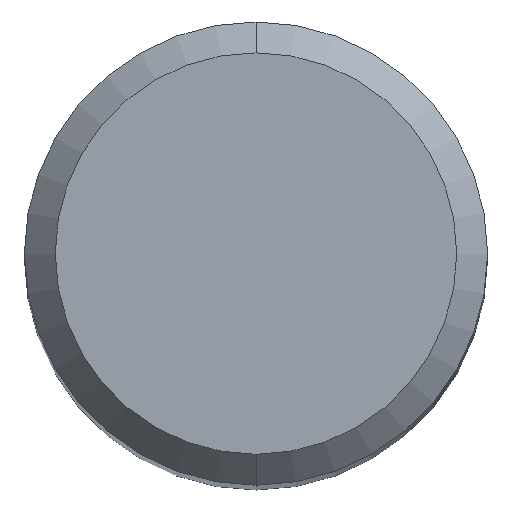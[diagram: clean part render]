
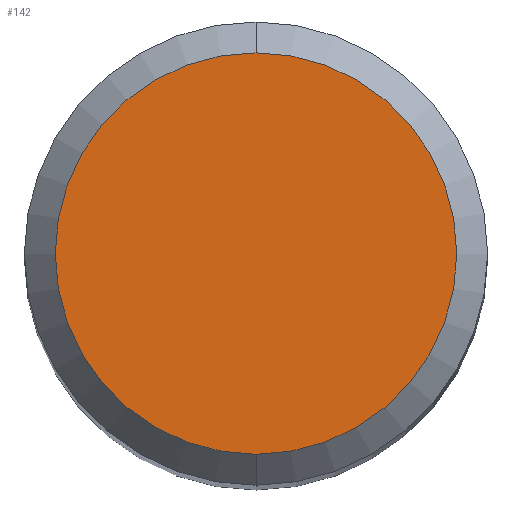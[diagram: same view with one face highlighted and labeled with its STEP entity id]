
A CAD part, top view. The second image highlights one B-rep face of the part: STEP entity #142.
In plain terms, the highlighted planar face has unit normal (0, 0, 1).
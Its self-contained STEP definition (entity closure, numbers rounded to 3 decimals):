
#142=ADVANCED_FACE('',(#312),#313,.T.);
#146=VERTEX_POINT('',#317);
#148=EDGE_CURVE('',#228,#146,#319,.T.);
#218=EDGE_CURVE('',#146,#228,#399,.T.);
#228=VERTEX_POINT('',#411);
#312=FACE_OUTER_BOUND('',#497,.T.);
#313=PLANE('',#498);
#317=CARTESIAN_POINT('',(0.,-2.6,0.0));
#319=CIRCLE('',#506,2.6);
#399=CIRCLE('',#608,2.6);
#411=CARTESIAN_POINT('',(0.0,2.6,0.0));
#497=EDGE_LOOP('',(#706,#707));
#498=AXIS2_PLACEMENT_3D('',#708,#709,#710);
#506=AXIS2_PLACEMENT_3D('',#714,#715,#716);
#608=AXIS2_PLACEMENT_3D('',#830,#831,#832);
#706=ORIENTED_EDGE('',*,*,#148,.F.);
#707=ORIENTED_EDGE('',*,*,#218,.F.);
#708=CARTESIAN_POINT('',(0.0,1.3,0.0));
#709=DIRECTION('',(-0.0,0.0,1.0));
#710=DIRECTION('',(0.0,-1.0,0.0));
#714=CARTESIAN_POINT('',(0.0,0.0,0.0));
#715=DIRECTION('',(0.0,0.0,-1.0));
#716=DIRECTION('',(0.0,1.0,0.0));
#830=CARTESIAN_POINT('',(0.0,0.0,0.0));
#831=DIRECTION('',(0.0,0.0,-1.0));
#832=DIRECTION('',(0.0,1.0,0.0));
